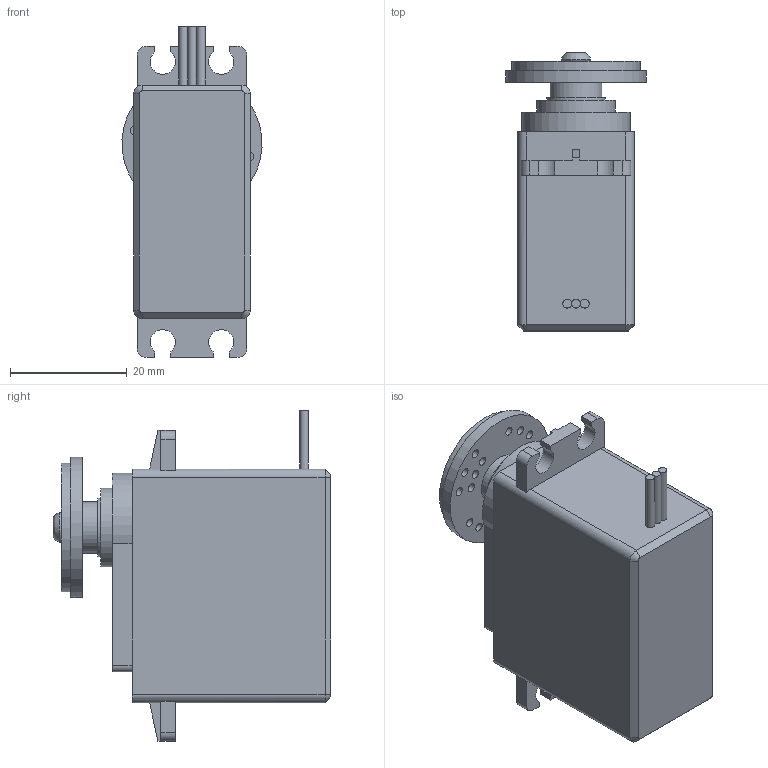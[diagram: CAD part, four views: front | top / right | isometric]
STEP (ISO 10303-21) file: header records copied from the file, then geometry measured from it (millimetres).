
FILE_DESCRIPTION(/* description */ (''),/* implementation_level */ '2;1');
FILE_NAME(/* name */ 'Tetrix_739197.iam.stp',/* time_stamp */ '2014-12-18T17:49:32-08:00',/* author */ ('Autodesk Inc.'),/* organization */ ('Autodesk Inc.'),/* preprocessor_version */ 'ST-DEVELOPER v15.6',/* originating_system */ 'Autodesk Inventor 2015',/* authorisation */ '');
FILE_SCHEMA (('AUTOMOTIVE_DESIGN { 1 0 10303 214 3 1 1 }'));
Products named in the file (5): Tetrix_739197_Servo; Tetrix_739197_Metal_Horn; Tetrix_739197_Screw; Tetrix_739197_Plastic_Horn; Tetrix_739197
Assembly tree (5 placements, depth 2):
  Tetrix_739197
    Tetrix_739197_Servo
    Tetrix_739197_Metal_Horn
    Tetrix_739197_Screw  x2
    Tetrix_739197_Plastic_Horn
Bounding box: 23.96 x 47.52 x 56.6 mm (x, y, z)
Volume: 31853.1 mm3; surface area: 9394.5 mm2
Topology: 5 solids, 5 shells, 153 faces, 367 edges, 238 vertices
Faces by surface type: plane 83, cylinder 56, cone 8, torus 4, bspline 2
Full cylindrical faces by diameter (mm): 1.5 x21, 2.603 x2, 2.75 x1, 3 x1, 3.5 x5, 5.7 x2, 6 x2, 7.5 x1, 8.8 x1, 8.9 x1, 10 x1, 13.5 x1, 22 x1, 24 x1
Entity records: 4113 total; most frequent: DIRECTION 714, CARTESIAN_POINT 679, ORIENTED_EDGE 576, EDGE_CURVE 288, AXIS2_PLACEMENT_3D 280, EDGE_LOOP 245, VERTEX_POINT 215, LINE 154
